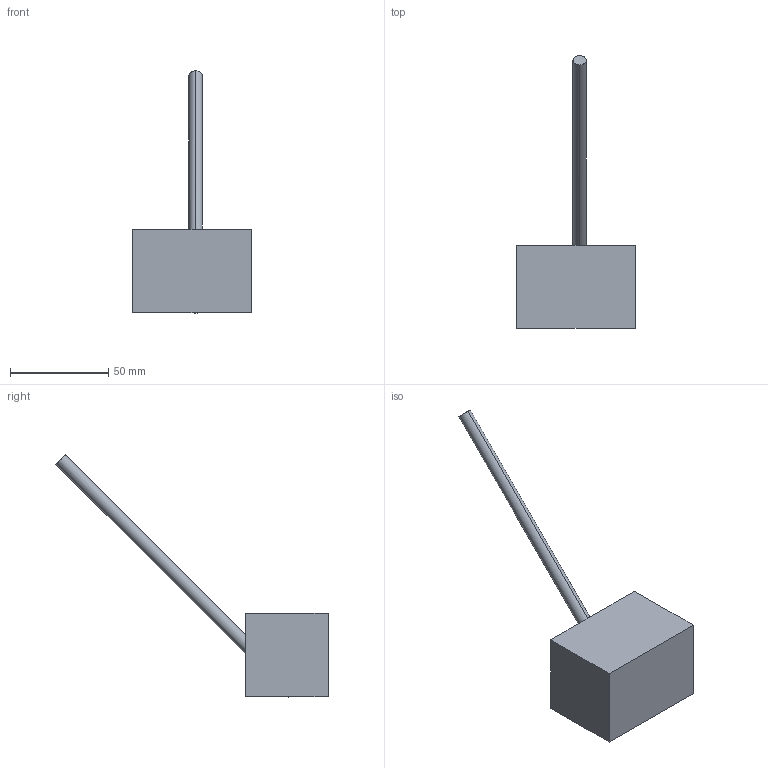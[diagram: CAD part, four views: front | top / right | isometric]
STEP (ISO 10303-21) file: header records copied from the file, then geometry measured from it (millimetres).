
FILE_DESCRIPTION(/* description */ (''),/* implementation_level */ '2;1');
FILE_NAME(/* name */ 'angular',/* time_stamp */ '2023-12-01T16:04:51+01:00',/* author */ (''),/* organization */ (''),/* preprocessor_version */ 'ST-DEVELOPER v16.5',/* originating_system */ 'Rhino 7.34',/* authorisation */ '');
FILE_SCHEMA (('CONFIG_CONTROL_DESIGN'));
Length unit declared in the file: millimetre
Products named in the file (1): Document
Bounding box: 60.49 x 138.58 x 123.31 mm (x, y, z)
Volume: 113466.9 mm3; surface area: 16669.5 mm2
Topology: 1 solids, 1 shells, 11 faces, 21 edges, 14 vertices
Faces by surface type: plane 8, cylinder 3
Entity records: 356 total; most frequent: CARTESIAN_POINT 101, ORIENTED_EDGE 42, EDGE_CURVE 21, B_SPLINE_CURVE_WITH_KNOTS 16, DIRECTION 15, VERTEX_POINT 14, EDGE_LOOP 13, AXIS2_PLACEMENT_3D 13
